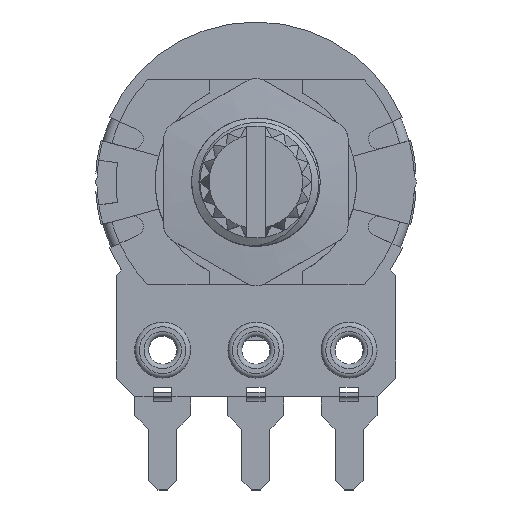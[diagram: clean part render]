
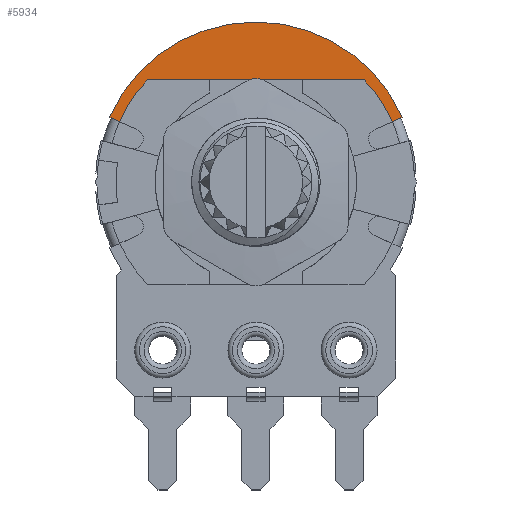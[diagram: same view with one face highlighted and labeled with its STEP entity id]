
A CAD part, top view. The second image highlights one B-rep face of the part: STEP entity #5934.
In plain terms, the highlighted planar face has unit normal (0, 0, 1).
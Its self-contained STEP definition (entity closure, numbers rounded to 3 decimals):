
#219=PLANE('',#6425);
#571=FACE_OUTER_BOUND('',#916,.T.);
#916=EDGE_LOOP('',(#4855,#4856,#4857,#4858,#4859,#4860,#4861,#4862));
#1184=CIRCLE('',#6373,8.);
#1189=CIRCLE('',#6383,8.);
#1212=CIRCLE('',#6426,8.6);
#1604=LINE('',#9469,#2167);
#1610=LINE('',#9484,#2173);
#1694=LINE('',#9777,#2257);
#1756=LINE('',#9950,#2319);
#1757=LINE('',#9951,#2320);
#2167=VECTOR('',#7296,10.);
#2173=VECTOR('',#7306,10.);
#2257=VECTOR('',#7544,10.);
#2319=VECTOR('',#7702,10.);
#2320=VECTOR('',#7703,10.);
#2746=VERTEX_POINT('',#9467);
#2747=VERTEX_POINT('',#9468);
#2753=VERTEX_POINT('',#9482);
#2754=VERTEX_POINT('',#9483);
#2839=VERTEX_POINT('',#9755);
#2846=VERTEX_POINT('',#9775);
#2849=VERTEX_POINT('',#9785);
#2909=VERTEX_POINT('',#9948);
#3417=EDGE_CURVE('',#2746,#2747,#1604,.T.);
#3424=EDGE_CURVE('',#2753,#2754,#1610,.T.);
#3544=EDGE_CURVE('',#2747,#2839,#1184,.F.);
#3554=EDGE_CURVE('',#2754,#2846,#1694,.T.);
#3558=EDGE_CURVE('',#2849,#2753,#1189,.F.);
#3641=EDGE_CURVE('',#2846,#2909,#1212,.F.);
#3642=EDGE_CURVE('',#2909,#2746,#1756,.T.);
#3643=EDGE_CURVE('',#2839,#2849,#1757,.T.);
#4855=ORIENTED_EDGE('',*,*,#3558,.T.);
#4856=ORIENTED_EDGE('',*,*,#3424,.T.);
#4857=ORIENTED_EDGE('',*,*,#3554,.T.);
#4858=ORIENTED_EDGE('',*,*,#3641,.T.);
#4859=ORIENTED_EDGE('',*,*,#3642,.T.);
#4860=ORIENTED_EDGE('',*,*,#3417,.T.);
#4861=ORIENTED_EDGE('',*,*,#3544,.T.);
#4862=ORIENTED_EDGE('',*,*,#3643,.T.);
#5934=ADVANCED_FACE('',(#571),#219,.T.);
#6373=AXIS2_PLACEMENT_3D('',#9757,#7525,#7526);
#6383=AXIS2_PLACEMENT_3D('',#9786,#7554,#7555);
#6425=AXIS2_PLACEMENT_3D('',#9947,#7698,#7699);
#6426=AXIS2_PLACEMENT_3D('',#9949,#7700,#7701);
#7296=DIRECTION('',(0.914,-0.406,0.));
#7306=DIRECTION('',(0.914,0.406,0.));
#7525=DIRECTION('center_axis',(0.,0.,1.));
#7526=DIRECTION('ref_axis',(0.,1.,0.));
#7544=DIRECTION('',(0.914,0.406,0.));
#7554=DIRECTION('center_axis',(0.,0.,1.));
#7555=DIRECTION('ref_axis',(0.,1.,0.));
#7698=DIRECTION('center_axis',(0.,0.,1.));
#7699=DIRECTION('ref_axis',(1.,0.,0.));
#7700=DIRECTION('center_axis',(0.,0.,-1.));
#7701=DIRECTION('ref_axis',(-1.,0.,0.));
#7702=DIRECTION('',(0.914,-0.406,0.));
#7703=DIRECTION('',(1.,0.,0.));
#9467=CARTESIAN_POINT('',(-7.768,3.451,7.2));
#9468=CARTESIAN_POINT('',(-7.311,3.248,7.2));
#9469=CARTESIAN_POINT('',(-3.884,1.726,7.2));
#9482=CARTESIAN_POINT('',(7.311,3.248,7.2));
#9483=CARTESIAN_POINT('',(7.768,3.451,7.2));
#9484=CARTESIAN_POINT('',(3.655,1.624,7.2));
#9755=CARTESIAN_POINT('',(-5.809,5.5,7.2));
#9757=CARTESIAN_POINT('Origin',(0.,0.,7.2));
#9775=CARTESIAN_POINT('',(7.859,3.492,7.2));
#9777=CARTESIAN_POINT('',(3.655,1.624,7.2));
#9785=CARTESIAN_POINT('',(5.809,5.5,7.2));
#9786=CARTESIAN_POINT('Origin',(0.,0.,7.2));
#9947=CARTESIAN_POINT('Origin',(0.,0.,
7.2));
#9948=CARTESIAN_POINT('',(-7.859,3.492,7.2));
#9949=CARTESIAN_POINT('Origin',(0.,0.,
7.2));
#9950=CARTESIAN_POINT('',(-3.884,1.726,7.2));
#9951=CARTESIAN_POINT('',(-8.,5.5,7.2));
